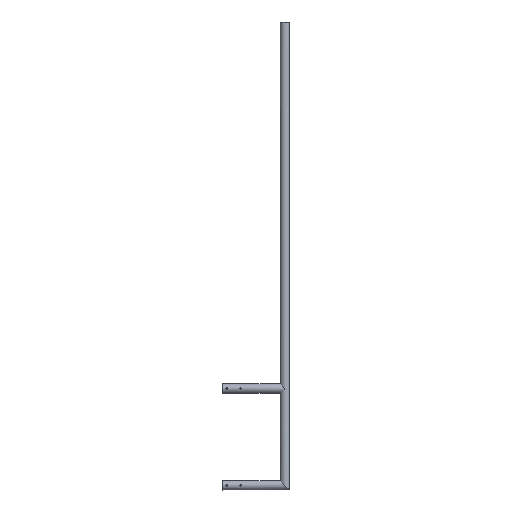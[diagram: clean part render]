
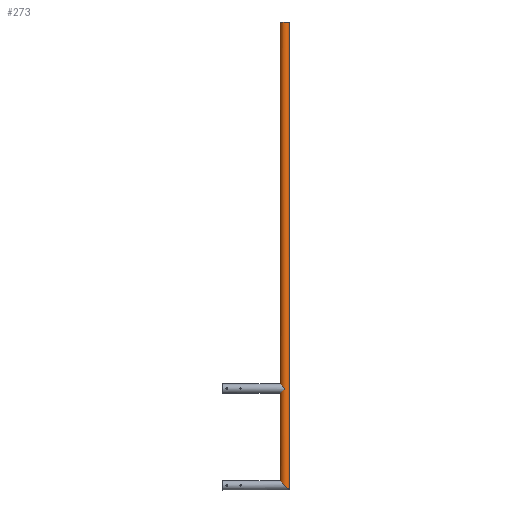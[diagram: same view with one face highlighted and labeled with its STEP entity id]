
A CAD part, front view. The second image highlights one B-rep face of the part: STEP entity #273.
In plain terms, the highlighted cylindrical face has radius 21.082 mm (diameter 42.164 mm), a full revolution.
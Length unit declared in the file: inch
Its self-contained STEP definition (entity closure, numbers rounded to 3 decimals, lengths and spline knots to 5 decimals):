
#17=CIRCLE('',#305,0.83);
#30=FACE_BOUND('',#95,.T.);
#31=FACE_BOUND('',#96,.T.);
#72=FACE_OUTER_BOUND('',#94,.T.);
#94=EDGE_LOOP('',(#210,#211));
#95=EDGE_LOOP('',(#212,#213));
#96=EDGE_LOOP('',(#214));
#135=ELLIPSE('',#299,1.1738,0.83);
#136=ELLIPSE('',#300,1.1738,0.83);
#137=ELLIPSE('',#303,1.1738,0.83);
#138=ELLIPSE('',#304,1.1738,0.83);
#141=VERTEX_POINT('',#398);
#142=VERTEX_POINT('',#399);
#148=VERTEX_POINT('',#545);
#149=VERTEX_POINT('',#546);
#150=VERTEX_POINT('',#549);
#172=EDGE_CURVE('',#141,#142,#135,.F.);
#173=EDGE_CURVE('',#141,#142,#136,.F.);
#179=EDGE_CURVE('',#148,#149,#137,.T.);
#180=EDGE_CURVE('',#149,#148,#138,.T.);
#181=EDGE_CURVE('',#150,#150,#17,.T.);
#210=ORIENTED_EDGE('',*,*,#173,.T.);
#211=ORIENTED_EDGE('',*,*,#172,.F.);
#212=ORIENTED_EDGE('',*,*,#179,.F.);
#213=ORIENTED_EDGE('',*,*,#180,.F.);
#214=ORIENTED_EDGE('',*,*,#181,.T.);
#259=CYLINDRICAL_SURFACE('',#302,0.83);
#273=ADVANCED_FACE('',(#72,#30,#31),#259,.T.);
#299=AXIS2_PLACEMENT_3D('',#400,#334,#335);
#300=AXIS2_PLACEMENT_3D('',#401,#336,#337);
#302=AXIS2_PLACEMENT_3D('',#544,#340,#341);
#303=AXIS2_PLACEMENT_3D('',#547,#342,#343);
#304=AXIS2_PLACEMENT_3D('',#548,#344,#345);
#305=AXIS2_PLACEMENT_3D('',#550,#346,#347);
#334=DIRECTION('center_axis',(0.707,0.,0.707));
#335=DIRECTION('ref_axis',(0.707,0.,-0.707));
#336=DIRECTION('center_axis',(-0.707,0.,-0.707));
#337=DIRECTION('ref_axis',(0.707,0.,-0.707));
#340=DIRECTION('center_axis',(0.,0.,-1.));
#341=DIRECTION('ref_axis',(0.,1.,0.));
#342=DIRECTION('center_axis',(-0.707,0.,0.707));
#343=DIRECTION('ref_axis',(0.707,0.,0.707));
#344=DIRECTION('center_axis',(-0.707,0.,-0.707));
#345=DIRECTION('ref_axis',(0.707,0.,-0.707));
#346=DIRECTION('center_axis',(0.,0.,-1.));
#347=DIRECTION('ref_axis',(0.,1.,0.));
#398=CARTESIAN_POINT('',(32.49997,-78.92,35.25003));
#399=CARTESIAN_POINT('',(32.5,-80.58,35.25));
#400=CARTESIAN_POINT('Origin',(32.5,-79.75,35.25));
#401=CARTESIAN_POINT('Origin',(32.5,-79.75,35.25));
#544=CARTESIAN_POINT('Origin',(32.5,-79.75,33.42006));
#545=CARTESIAN_POINT('',(32.5,-78.92,52.75));
#546=CARTESIAN_POINT('',(32.5,-80.58,52.75));
#547=CARTESIAN_POINT('Origin',(32.5,-79.75,52.75));
#548=CARTESIAN_POINT('Origin',(32.5,-79.75,52.75));
#549=CARTESIAN_POINT('',(32.5,-80.58,119.));
#550=CARTESIAN_POINT('Origin',(32.5,-79.75,119.));
